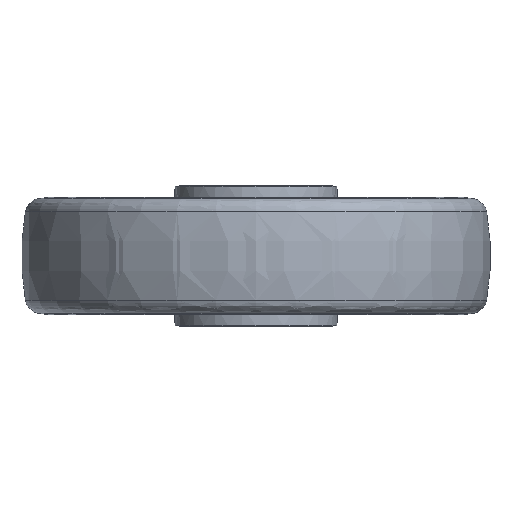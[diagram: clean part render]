
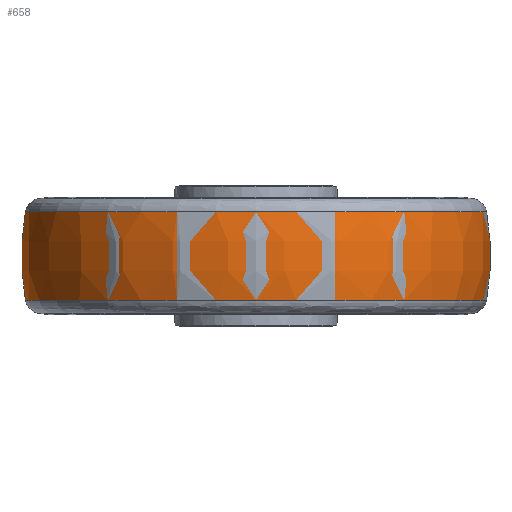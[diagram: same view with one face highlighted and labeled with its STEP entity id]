
A CAD part, front view. The second image highlights one B-rep face of the part: STEP entity #658.
In plain terms, the highlighted toroidal (fillet/blend) face has major radius 10 mm and minor radius 110 mm.
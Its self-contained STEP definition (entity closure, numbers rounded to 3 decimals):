
#47 = EDGE_CURVE ( 'NONE', #213, #1742, #3450, .T. ) ;
#213 = VERTEX_POINT ( 'NONE', #1085 ) ;
#314 = AXIS2_PLACEMENT_3D ( 'NONE', #3991, #3676, #792 ) ;
#522 = CIRCLE ( 'NONE', #314, 110. ) ;
#545 = AXIS2_PLACEMENT_3D ( 'NONE', #3668, #2635, #3861 ) ;
#581 = DIRECTION ( 'NONE',  ( 0., 0., 1. ) ) ;
#658 = ADVANCED_FACE ( 'NONE', ( #1819 ), #2110, .T. ) ;
#792 = DIRECTION ( 'NONE',  ( 0., 0., -1. ) ) ;
#814 = DIRECTION ( 'NONE',  ( 0., 0., 1. ) ) ;
#969 = EDGE_CURVE ( 'NONE', #1835, #1191, #3945, .T. ) ;
#1085 = CARTESIAN_POINT ( 'NONE',  ( -98.372, 0., -18.854 ) ) ;
#1169 = DIRECTION ( 'NONE',  ( 1., 0., 0. ) ) ;
#1191 = VERTEX_POINT ( 'NONE', #1925 ) ;
#1255 = CARTESIAN_POINT ( 'NONE',  ( 0., 0., 0. ) ) ;
#1430 = ORIENTED_EDGE ( 'NONE', *, *, #969, .F. ) ;
#1451 = AXIS2_PLACEMENT_3D ( 'NONE', #1465, #814, #1169 ) ;
#1465 = CARTESIAN_POINT ( 'NONE',  ( 0., 0., 18.854 ) ) ;
#1742 = VERTEX_POINT ( 'NONE', #3664 ) ;
#1819 = FACE_OUTER_BOUND ( 'NONE', #2338, .T. ) ;
#1835 = VERTEX_POINT ( 'NONE', #3043 ) ;
#1925 = CARTESIAN_POINT ( 'NONE',  ( 98.372, 0., 18.854 ) ) ;
#1996 = CIRCLE ( 'NONE', #545, 110. ) ;
#2110 = TOROIDAL_SURFACE ( 'NONE', #4073, -10., 110. ) ;
#2123 = CARTESIAN_POINT ( 'NONE',  ( 0., 0., -18.854 ) ) ;
#2226 = DIRECTION ( 'NONE',  ( 0., 0., 1. ) ) ;
#2338 = EDGE_LOOP ( 'NONE', ( #4036, #2756, #4141, #1430 ) ) ;
#2482 = DIRECTION ( 'NONE',  ( 1., 0., 0. ) ) ;
#2635 = DIRECTION ( 'NONE',  ( 0., 1., 0. ) ) ;
#2756 = ORIENTED_EDGE ( 'NONE', *, *, #47, .T. ) ;
#2822 = EDGE_CURVE ( 'NONE', #213, #1835, #1996, .T. ) ;
#3043 = CARTESIAN_POINT ( 'NONE',  ( -98.372, 0., 18.854 ) ) ;
#3201 = AXIS2_PLACEMENT_3D ( 'NONE', #2123, #2226, #3253 ) ;
#3253 = DIRECTION ( 'NONE',  ( 1., 0., 0. ) ) ;
#3450 = CIRCLE ( 'NONE', #3201, 98.372 ) ;
#3664 = CARTESIAN_POINT ( 'NONE',  ( 98.372, 0., -18.854 ) ) ;
#3668 = CARTESIAN_POINT ( 'NONE',  ( 10., 0., 0. ) ) ;
#3676 = DIRECTION ( 'NONE',  ( 0., -1., 0. ) ) ;
#3861 = DIRECTION ( 'NONE',  ( -1., 0., 0. ) ) ;
#3945 = CIRCLE ( 'NONE', #1451, 98.372 ) ;
#3991 = CARTESIAN_POINT ( 'NONE',  ( -10., 0., 0. ) ) ;
#4036 = ORIENTED_EDGE ( 'NONE', *, *, #2822, .F. ) ;
#4073 = AXIS2_PLACEMENT_3D ( 'NONE', #1255, #581, #2482 ) ;
#4074 = EDGE_CURVE ( 'NONE', #1742, #1191, #522, .T. ) ;
#4141 = ORIENTED_EDGE ( 'NONE', *, *, #4074, .T. ) ;
